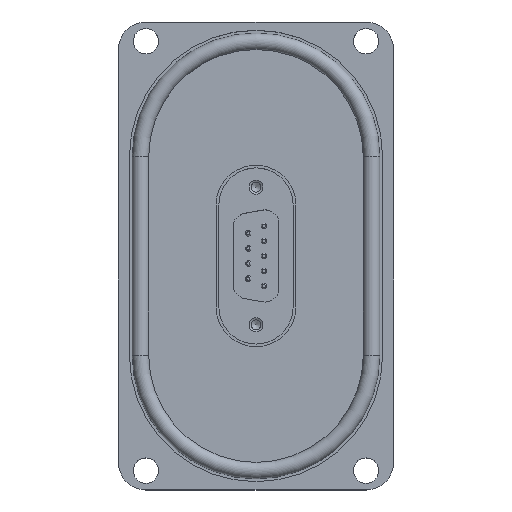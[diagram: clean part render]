
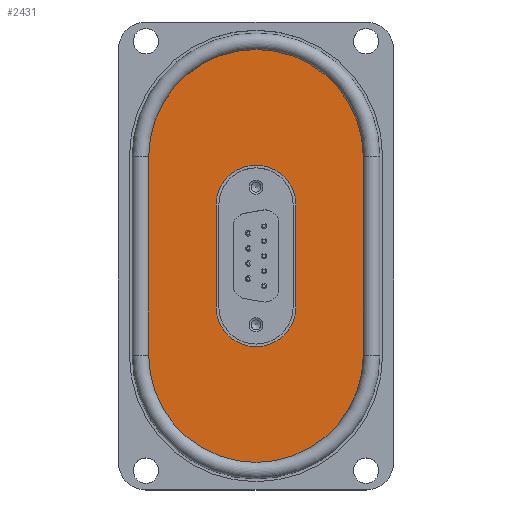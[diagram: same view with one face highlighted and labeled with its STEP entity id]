
A CAD part, top view. The second image highlights one B-rep face of the part: STEP entity #2431.
In plain terms, the highlighted planar face has unit normal (0, 0, 1).
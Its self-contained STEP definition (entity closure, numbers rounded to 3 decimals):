
#65=FACE_BOUND('',#450,.T.);
#236=PLANE('',#2677);
#303=FACE_OUTER_BOUND('',#449,.T.);
#449=EDGE_LOOP('',(#1808,#1809,#1810,#1811));
#450=EDGE_LOOP('',(#1812,#1813,#1814,#1815));
#586=LINE('',#3816,#722);
#590=LINE('',#3826,#726);
#623=LINE('',#3958,#759);
#626=LINE('',#3965,#762);
#722=VECTOR('',#2978,10.);
#726=VECTOR('',#2990,10.);
#759=VECTOR('',#3127,1000.);
#762=VECTOR('',#3136,1000.);
#856=CIRCLE('',#2616,7.25);
#858=CIRCLE('',#2620,7.25);
#889=CIRCLE('',#2672,19.5);
#890=CIRCLE('',#2675,19.5);
#1068=VERTEX_POINT('',#3807);
#1069=VERTEX_POINT('',#3809);
#1071=VERTEX_POINT('',#3815);
#1073=VERTEX_POINT('',#3821);
#1118=VERTEX_POINT('',#3951);
#1119=VERTEX_POINT('',#3952);
#1120=VERTEX_POINT('',#3957);
#1121=VERTEX_POINT('',#3961);
#1311=EDGE_CURVE('',#1069,#1068,#856,.T.);
#1314=EDGE_CURVE('',#1071,#1069,#586,.T.);
#1317=EDGE_CURVE('',#1073,#1071,#858,.T.);
#1320=EDGE_CURVE('',#1068,#1073,#590,.T.);
#1381=EDGE_CURVE('',#1118,#1119,#889,.T.);
#1384=EDGE_CURVE('',#1120,#1118,#623,.T.);
#1386=EDGE_CURVE('',#1121,#1120,#890,.T.);
#1388=EDGE_CURVE('',#1119,#1121,#626,.T.);
#1808=ORIENTED_EDGE('',*,*,#1384,.T.);
#1809=ORIENTED_EDGE('',*,*,#1381,.T.);
#1810=ORIENTED_EDGE('',*,*,#1388,.T.);
#1811=ORIENTED_EDGE('',*,*,#1386,.T.);
#1812=ORIENTED_EDGE('',*,*,#1317,.T.);
#1813=ORIENTED_EDGE('',*,*,#1314,.T.);
#1814=ORIENTED_EDGE('',*,*,#1311,.T.);
#1815=ORIENTED_EDGE('',*,*,#1320,.T.);
#2431=ADVANCED_FACE('',(#303,#65),#236,.T.);
#2616=AXIS2_PLACEMENT_3D('',#3810,#2972,#2973);
#2620=AXIS2_PLACEMENT_3D('',#3822,#2984,#2985);
#2672=AXIS2_PLACEMENT_3D('',#3953,#3121,#3122);
#2675=AXIS2_PLACEMENT_3D('',#3962,#3131,#3132);
#2677=AXIS2_PLACEMENT_3D('',#3966,#3137,#3138);
#2972=DIRECTION('center_axis',(0.,0.,-1.));
#2973=DIRECTION('ref_axis',(1.,0.,0.));
#2978=DIRECTION('',(0.,-1.,0.));
#2984=DIRECTION('center_axis',(0.,0.,-1.));
#2985=DIRECTION('ref_axis',(-1.,0.,0.));
#2990=DIRECTION('',(0.,1.,0.));
#3121=DIRECTION('center_axis',(0.,0.,1.));
#3122=DIRECTION('ref_axis',(1.,0.,0.));
#3127=DIRECTION('',(0.,-1.,0.));
#3131=DIRECTION('center_axis',(0.,0.,1.));
#3132=DIRECTION('ref_axis',(1.,0.,0.));
#3136=DIRECTION('',(0.,1.,0.));
#3137=DIRECTION('center_axis',(0.,0.,1.));
#3138=DIRECTION('ref_axis',(1.,0.,0.));
#3807=CARTESIAN_POINT('',(-7.25,-9.25,10.));
#3809=CARTESIAN_POINT('',(7.25,-9.25,10.));
#3810=CARTESIAN_POINT('Origin',(0.,-9.25,10.));
#3815=CARTESIAN_POINT('',(7.25,9.25,10.));
#3816=CARTESIAN_POINT('',(7.25,4.625,10.));
#3821=CARTESIAN_POINT('',(-7.25,9.25,10.));
#3822=CARTESIAN_POINT('Origin',(0.,9.25,10.));
#3826=CARTESIAN_POINT('',(-7.25,-4.625,10.));
#3951=CARTESIAN_POINT('',(-19.5,-18.,10.));
#3952=CARTESIAN_POINT('',(19.5,-18.,10.));
#3953=CARTESIAN_POINT('Origin',(0.,-18.,10.));
#3957=CARTESIAN_POINT('',(-19.5,18.,10.));
#3958=CARTESIAN_POINT('',(-19.5,-18.,10.));
#3961=CARTESIAN_POINT('',(19.5,18.,10.));
#3962=CARTESIAN_POINT('Origin',(0.,18.,10.));
#3965=CARTESIAN_POINT('',(19.5,-18.,10.));
#3966=CARTESIAN_POINT('Origin',(0.,0.,10.));
